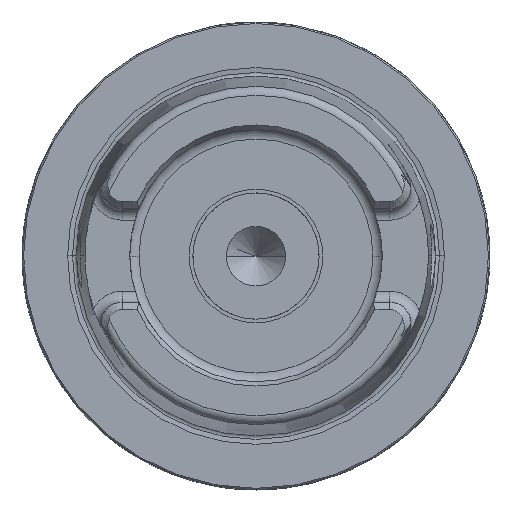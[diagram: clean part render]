
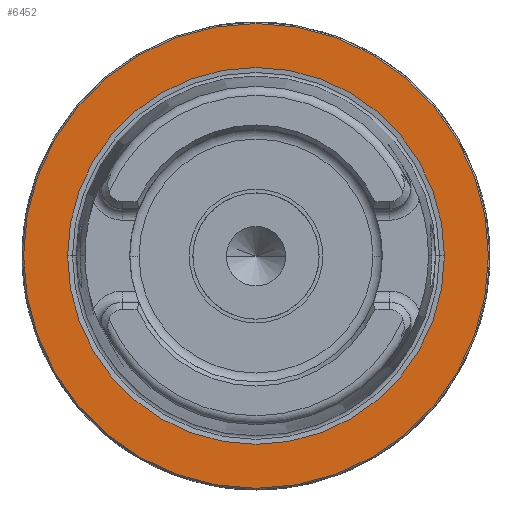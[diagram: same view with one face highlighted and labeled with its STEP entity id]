
A CAD part, top view. The second image highlights one B-rep face of the part: STEP entity #6452.
In plain terms, the highlighted planar face has unit normal (0, 0, 1).
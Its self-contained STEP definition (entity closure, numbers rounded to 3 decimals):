
#2066=CARTESIAN_POINT('',(0.,0.,0.));
#2067=DIRECTION('',(0.,0.,1.));
#2068=DIRECTION('',(1.,0.,0.));
#2069=AXIS2_PLACEMENT_3D('',#2066,#2067,#2068);
#2082=CARTESIAN_POINT('',(0.,0.,0.));
#2083=DIRECTION('',(0.,0.,-1.));
#2084=DIRECTION('',(1.,0.,0.));
#2085=AXIS2_PLACEMENT_3D('',#2082,#2083,#2084);
#2104=CARTESIAN_POINT('',(0.,0.,0.));
#2105=DIRECTION('',(0.,0.,1.));
#2106=DIRECTION('',(1.,0.,0.));
#2107=AXIS2_PLACEMENT_3D('',#2104,#2105,#2106);
#4683=CARTESIAN_POINT('',(0.,0.,0.));
#4684=DIRECTION('',(0.,0.,-1.));
#4685=DIRECTION('',(1.,0.,0.));
#4686=AXIS2_PLACEMENT_3D('',#4683,#4684,#4685);
#4729=CARTESIAN_POINT('',(25.374,0.,0.));
#4731=VERTEX_POINT('',#4729);
#4741=CARTESIAN_POINT('',(-25.374,0.,0.));
#4743=VERTEX_POINT('',#4741);
#4753=CARTESIAN_POINT('',(31.3,0.,0.));
#4754=CARTESIAN_POINT('',(-31.3,0.,0.));
#4755=VERTEX_POINT('',#4753);
#4756=VERTEX_POINT('',#4754);
#6436=CARTESIAN_POINT('',(0.,0.,0.));
#6437=DIRECTION('',(0.,0.,-1.));
#6438=DIRECTION('',(-1.,0.,0.));
#6439=AXIS2_PLACEMENT_3D('',#6436,#6437,#6438);
#6440=PLANE('',#6439);
#6441=ORIENTED_EDGE('',*,*,#6426,.F.);
#6443=ORIENTED_EDGE('',*,*,#6442,.T.);
#6444=EDGE_LOOP('',(#6441,#6443));
#6445=FACE_OUTER_BOUND('',#6444,.F.);
#6447=ORIENTED_EDGE('',*,*,#6446,.F.);
#6449=ORIENTED_EDGE('',*,*,#6448,.T.);
#6450=EDGE_LOOP('',(#6447,#6449));
#6451=FACE_BOUND('',#6450,.F.);
#2070=CIRCLE('',#2069,31.3);
#2086=CIRCLE('',#2085,25.374);
#2108=CIRCLE('',#2107,25.374);
#4687=CIRCLE('',#4686,31.3);
#6426=EDGE_CURVE('',#4755,#4756,#2070,.T.);
#6442=EDGE_CURVE('',#4755,#4756,#4687,.T.);
#6446=EDGE_CURVE('',#4731,#4743,#2086,.T.);
#6448=EDGE_CURVE('',#4731,#4743,#2108,.T.);
#6452=ADVANCED_FACE('',(#6445,#6451),#6440,.F.);
